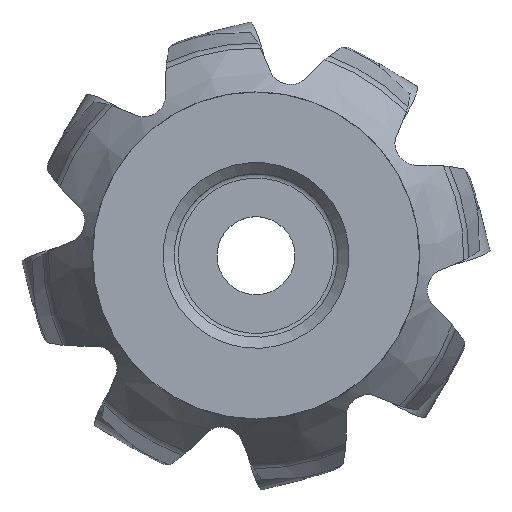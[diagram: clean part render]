
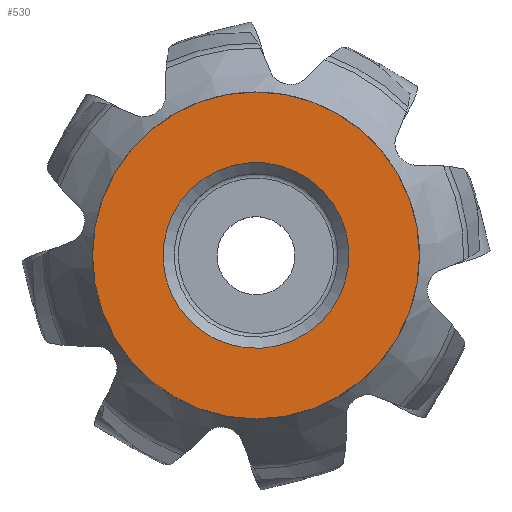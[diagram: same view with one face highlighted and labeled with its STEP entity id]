
A CAD part, top view. The second image highlights one B-rep face of the part: STEP entity #530.
In plain terms, the highlighted planar face has unit normal (0, 0, 1).
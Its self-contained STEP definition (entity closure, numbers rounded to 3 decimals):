
#530=ADVANCED_FACE('',(#695,#696),#641,.T.);
#641=PLANE('',#2148);
#695=FACE_BOUND('',#737,.T.);
#696=FACE_BOUND('',#738,.T.);
#737=EDGE_LOOP('',(#869));
#738=EDGE_LOOP('',(#870));
#869=ORIENTED_EDGE('',*,*,#1636,.F.);
#870=ORIENTED_EDGE('',*,*,#1637,.F.);
#1439=VERTEX_POINT('',#2868);
#1440=VERTEX_POINT('',#2870);
#1636=EDGE_CURVE('',#1439,#1439,#1921,.T.);
#1637=EDGE_CURVE('',#1440,#1440,#1922,.T.);
#1921=CIRCLE('',#2146,12.505);
#1922=CIRCLE('',#2147,22.);
#2146=AXIS2_PLACEMENT_3D('',#2867,#2378,#2379);
#2147=AXIS2_PLACEMENT_3D('',#2869,#2380,#2381);
#2148=AXIS2_PLACEMENT_3D('',#2871,#2382,#2383);
#2378=DIRECTION('',(0.,0.,1.));
#2379=DIRECTION('',(-0.242,0.97,0.));
#2380=DIRECTION('',(0.,0.,-1.));
#2381=DIRECTION('',(1.,0.,0.));
#2382=DIRECTION('',(0.,0.,1.));
#2383=DIRECTION('',(-0.242,0.97,0.));
#2867=CARTESIAN_POINT('',(0.,0.,0.));
#2868=CARTESIAN_POINT('',(-3.025,12.134,0.));
#2869=CARTESIAN_POINT('',(0.,0.,0.));
#2870=CARTESIAN_POINT('',(22.,0.,0.));
#2871=CARTESIAN_POINT('',(-22.,0.,0.));
